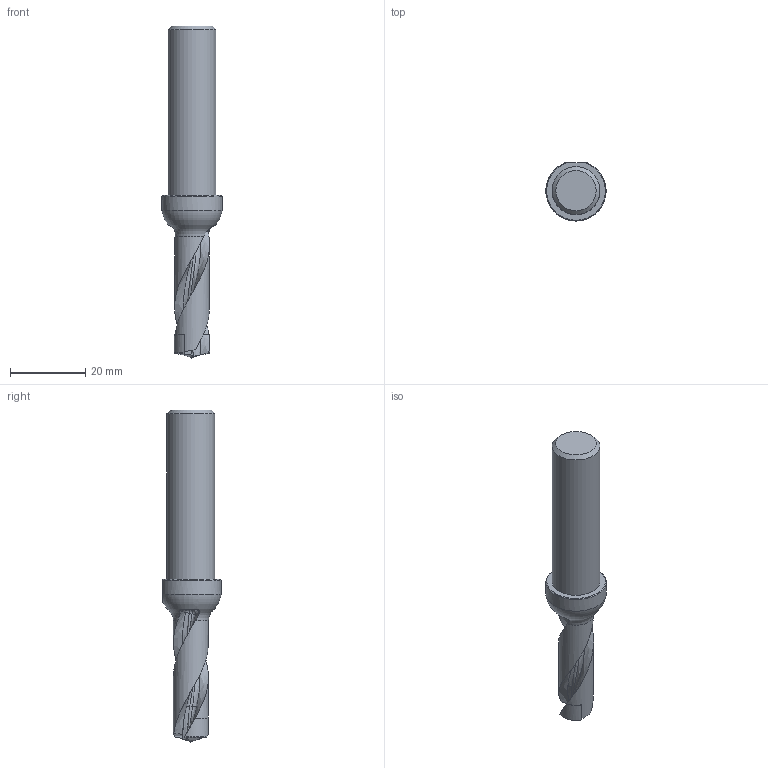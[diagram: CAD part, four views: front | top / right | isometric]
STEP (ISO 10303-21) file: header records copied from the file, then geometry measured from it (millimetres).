
FILE_DESCRIPTION(/* description */ (''),/* implementation_level */ '2;1');
FILE_NAME(/* name */ 'TOOLASSEMBLY_1.STP',/* time_stamp */ '2025-10-31T11:25:58+01:00',/* author */ (''),/* organization */ ('SMS'),/* preprocessor_version */ 'ST-DEVELOPER v20',/* originating_system */ 'SIEMENS PLM Software NX2406.8300',/* authorisation */ '');
FILE_SCHEMA (('AUTOMOTIVE_DESIGN { 1 0 10303 214 3 1 1 1 }'));
Length unit declared in the file: millimetre
Products named in the file (4): ASSEMBLY_CONSTRUCTION; MASTER_INSERT; NOCUT_DET_20251031112436_1; TOOLASSEMBLY_1
Assembly tree (3 placements, depth 2):
  TOOLASSEMBLY_1
    NOCUT_DET_20251031112436_1
    MASTER_INSERT
    ASSEMBLY_CONSTRUCTION
Bounding box: 16 x 15.42 x 88.18 mm (x, y, z)
Volume: 8685.2 mm3; surface area: 3878.4 mm2
Topology: 2 solids, 2 shells, 82 faces, 222 edges, 143 vertices
Faces by surface type: bspline 35, plane 23, cylinder 10, cone 6, sphere 5, torus 2, revolution 1
Full cylindrical faces by diameter (mm): 12.7 x1
Entity records: 5176 total; most frequent: CARTESIAN_POINT 3355, ORIENTED_EDGE 414, DIRECTION 248, EDGE_CURVE 207, VERTEX_POINT 134, B_SPLINE_CURVE_WITH_KNOTS 123, AXIS2_PLACEMENT_3D 107, EDGE_LOOP 87
